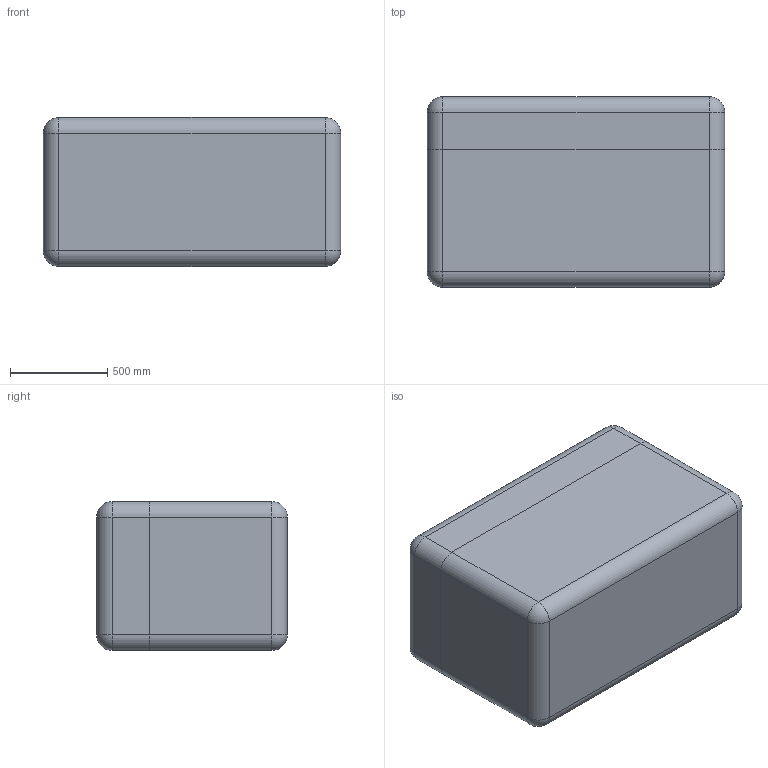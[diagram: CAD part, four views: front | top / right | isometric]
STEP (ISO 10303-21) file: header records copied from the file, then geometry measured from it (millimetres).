
FILE_DESCRIPTION (( 'STEP AP214' ), '1' );
FILE_NAME ('Òðàíñïîðòíûé êîíòåéíåð ÀÄÌÈÐÀË® ÏÐÎÔÅÑÑÈÎÍÀËÜÍÛÅ 243_óïðîùåííàÿ 3D-ìîäåëü.STEP', '2025-09-15T12:47:29', ( '' ), ( '' ), 'SwSTEP 2.0', 'SolidWorks 2021', '' );
FILE_SCHEMA (( 'AUTOMOTIVE_DESIGN' ));
Length unit declared in the file: millimetre
Products named in the file (3): Lid 243; Base 243; Òðàíñïîðòíûé êîíòåéíåð ÀÄÌÈÐÀË® ÏÐÎÔÅÑÑÈÎÍÀËÜÍÛÅ 243_óïðîùåííàÿ 3D-ìîäåëü
Assembly tree (2 placements, depth 2):
  Òðàíñïîðòíûé êîíòåéíåð ÀÄÌÈÐÀË® ÏÐÎÔÅÑÑÈÎÍÀËÜÍÛÅ 243_óïðîùåííàÿ 3D-ìîäåëü
    Base 243
    Lid 243
Bounding box: 1527.8 x 978.52 x 765.8 mm (x, y, z)
Volume: 415790194.1 mm3; surface area: 14383047.8 mm2
Topology: 2 solids, 2 shells, 3667 faces, 9043 edges, 5218 vertices
Faces by surface type: cylinder 1443, bspline 1084, plane 637, torus 431, sphere 72
Entity records: 174545 total; most frequent: CARTESIAN_POINT 97378, ORIENTED_EDGE 17750, DIRECTION 14475, EDGE_CURVE 8875, AXIS2_PLACEMENT_3D 5660, VERTEX_POINT 5218, EDGE_LOOP 3681, FACE_OUTER_BOUND 3667
